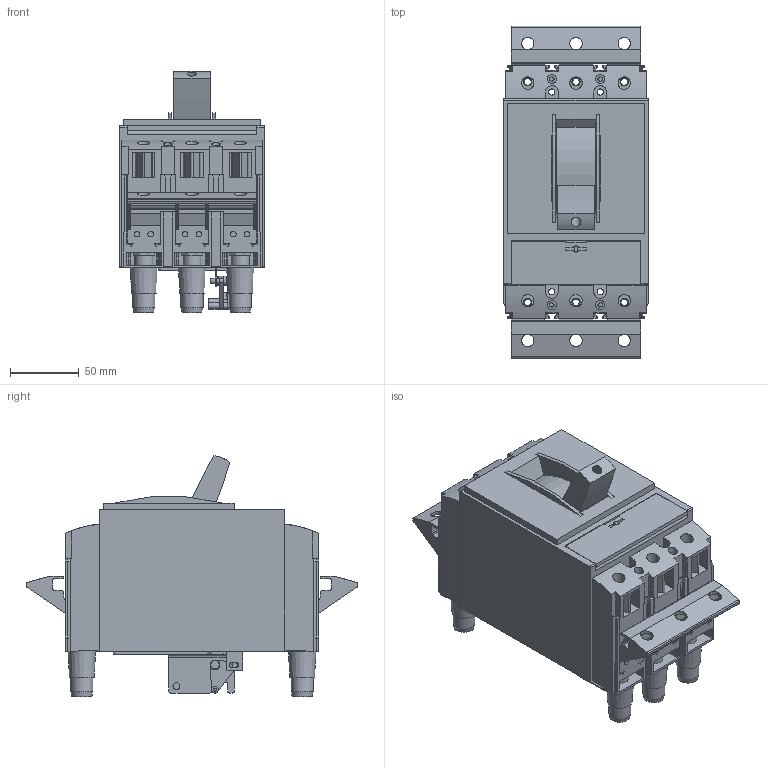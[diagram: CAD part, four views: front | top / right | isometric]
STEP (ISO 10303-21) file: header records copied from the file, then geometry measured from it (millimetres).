
FILE_DESCRIPTION(/* description */ ('STEP AP242','CAx-IF Rec.Pracs.---Representation and Presentation of Product Manufacturing Information (PMI)---4.0---2014-10-13','CAx-IF Rec.Pracs.---3D Tessellated Geometry---0.4---2014-09-14','2;1'),/* implementation_level */ '2;1');
FILE_NAME(/* name */ 'eaton-molded-case-switches-mcad-3d-models-nzm2-3p-xsve',/* time_stamp */ '2025-06-18T07:46:48+02:00',/* author */ ('License CC BY-ND 4.0'),/* organization */ ('CADENAS'),/* preprocessor_version */ 'ST-DEVELOPER v19.3',/* originating_system */ 'PARTsolutions',/* authorisation */ ' ');
FILE_SCHEMA (('AP242_MANAGED_MODEL_BASED_3D_ENGINEERING_MIM_LF { 1 0 10303 442 1 1 4 }'));
Length unit declared in the file: millimetre
Products named in the file (3): 169026; 169026_P1; 169027_P2
Assembly tree (2 placements, depth 2):
  169026
    169026_P1
    169027_P2
Bounding box: 105 x 241 x 175.03 mm (x, y, z)
Volume: 1823782.6 mm3; surface area: 243931.7 mm2
Topology: 2 solids, 2 shells, 1088 faces, 2932 edges, 1941 vertices
Faces by surface type: plane 775, cylinder 264, cone 43, torus 6
Full cylindrical faces by diameter (mm): 1.6 x1, 2 x2, 2.1 x1, 2.6 x1, 3.2 x4, 3.4 x1, 3.95 x1, 4 x18, 4.5 x4, 4.9 x2, 4.917 x6, 5 x3, 5.5 x4, 6.5 x4, 7 x5, 7.5 x8, 9 x12, 10 x6, 12.9 x6, 13 x6, 16 x6, 16.2 x6
Entity records: 33478 total; most frequent: CARTESIAN_POINT 6093, ORIENTED_EDGE 5522, DIRECTION 5497, EDGE_CURVE 2761, LINE 2105, VECTOR 2105, VERTEX_POINT 1922, AXIS2_PLACEMENT_3D 1696
